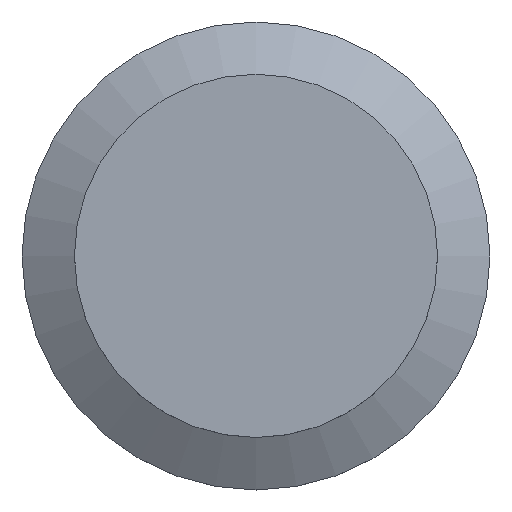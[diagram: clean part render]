
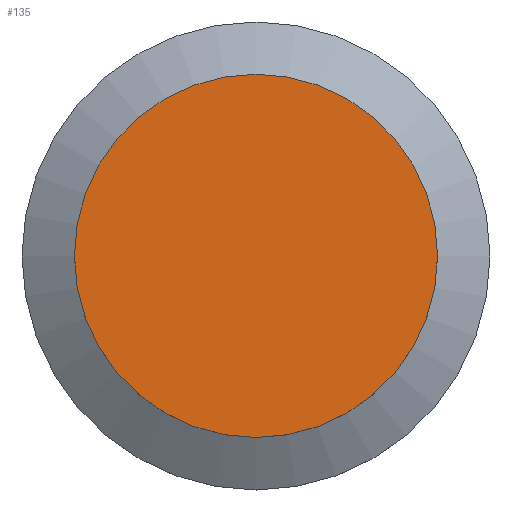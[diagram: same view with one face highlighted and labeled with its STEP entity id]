
A CAD part, top view. The second image highlights one B-rep face of the part: STEP entity #135.
In plain terms, the highlighted planar face has unit normal (0, 0, 1).
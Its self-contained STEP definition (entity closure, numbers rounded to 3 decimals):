
#135=ADVANCED_FACE('',(#143),#141,.T.);
#141=PLANE('',#200);
#143=FACE_OUTER_BOUND('',#149,.T.);
#149=EDGE_LOOP('',(#163));
#163=ORIENTED_EDGE('',*,*,#181,.T.);
#174=VERTEX_POINT('',#249);
#181=EDGE_CURVE('',#174,#174,#188,.T.);
#188=CIRCLE('',#198,8.42);
#198=AXIS2_PLACEMENT_3D('',#248,#219,#220);
#200=AXIS2_PLACEMENT_3D('',#251,#223,#224);
#219=DIRECTION('',(0.,0.,1.));
#220=DIRECTION('',(1.,0.,0.));
#223=DIRECTION('',(0.,0.,1.));
#224=DIRECTION('',(1.,0.,0.));
#248=CARTESIAN_POINT('',(0.,0.,0.));
#249=CARTESIAN_POINT('',(8.42,0.,0.));
#251=CARTESIAN_POINT('',(0.,0.,0.));
